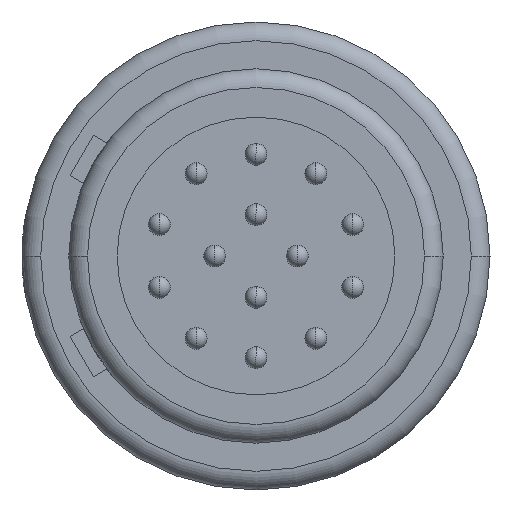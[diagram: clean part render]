
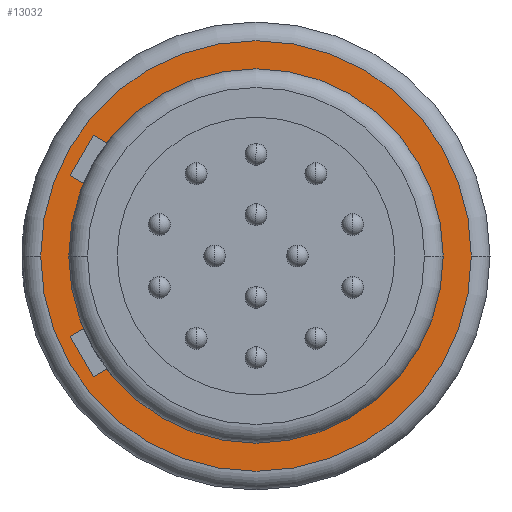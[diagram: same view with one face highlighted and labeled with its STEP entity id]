
A CAD part, left-side view. The second image highlights one B-rep face of the part: STEP entity #13032.
In plain terms, the highlighted planar face has unit normal (-1, 0, 0).
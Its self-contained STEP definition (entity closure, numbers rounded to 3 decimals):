
#4796=CARTESIAN_POINT('',(-3.3,0.,0.));
#4797=DIRECTION('',(-1.,0.,0.));
#4798=DIRECTION('',(0.,1.,0.));
#4799=AXIS2_PLACEMENT_3D('',#4796,#4797,#4798);
#4905=CARTESIAN_POINT('',(-3.3,0.,0.));
#4906=DIRECTION('',(1.,0.,0.));
#4907=DIRECTION('',(0.,1.,0.));
#4908=AXIS2_PLACEMENT_3D('',#4905,#4906,#4907);
#4999=CARTESIAN_POINT('',(-3.3,0.,0.));
#5000=DIRECTION('',(-1.,0.,0.));
#5001=DIRECTION('',(0.,-1.,0.));
#5002=AXIS2_PLACEMENT_3D('',#4999,#5000,#5001);
#5007=CARTESIAN_POINT('',(-3.3,0.,0.));
#5008=DIRECTION('',(-1.,0.,0.));
#5009=DIRECTION('',(0.,1.,0.));
#5010=AXIS2_PLACEMENT_3D('',#5007,#5008,#5009);
#6340=CARTESIAN_POINT('',(-3.3,6.,0.));
#6341=CARTESIAN_POINT('',(-3.3,-6.,0.));
#6342=VERTEX_POINT('',#6340);
#6343=VERTEX_POINT('',#6341);
#6380=CARTESIAN_POINT('',(-3.3,-6.9,0.));
#6381=CARTESIAN_POINT('',(-3.3,6.9,0.));
#6382=VERTEX_POINT('',#6380);
#6383=VERTEX_POINT('',#6381);
#13017=CARTESIAN_POINT('',(-3.3,0.,0.));
#13018=DIRECTION('',(1.,0.,0.));
#13019=DIRECTION('',(0.,-1.,0.));
#13020=AXIS2_PLACEMENT_3D('',#13017,#13018,#13019);
#13021=PLANE('',#13020);
#13023=ORIENTED_EDGE('',*,*,#13022,.F.);
#13025=ORIENTED_EDGE('',*,*,#13024,.F.);
#13026=EDGE_LOOP('',(#13023,#13025));
#13027=FACE_OUTER_BOUND('',#13026,.F.);
#13028=ORIENTED_EDGE('',*,*,#12891,.F.);
#13029=ORIENTED_EDGE('',*,*,#12757,.T.);
#13030=EDGE_LOOP('',(#13028,#13029));
#13031=FACE_BOUND('',#13030,.F.);
#4800=CIRCLE('',#4799,6.);
#4909=CIRCLE('',#4908,6.);
#5003=CIRCLE('',#5002,6.9);
#5011=CIRCLE('',#5010,6.9);
#12757=EDGE_CURVE('',#6342,#6343,#4800,.T.);
#12891=EDGE_CURVE('',#6342,#6343,#4909,.T.);
#13022=EDGE_CURVE('',#6382,#6383,#5003,.T.);
#13024=EDGE_CURVE('',#6383,#6382,#5011,.T.);
#13032=ADVANCED_FACE('',(#13027,#13031),#13021,.F.);
